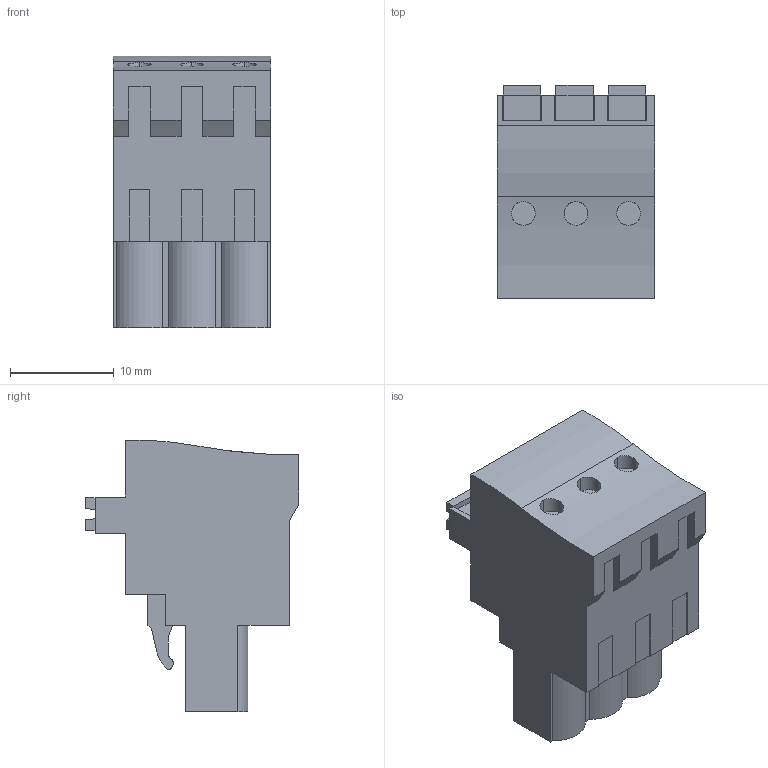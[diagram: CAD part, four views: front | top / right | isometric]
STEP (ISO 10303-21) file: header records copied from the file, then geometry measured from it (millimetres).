
FILE_DESCRIPTION(('CATIA V5 STEP Exchange','CAx-IF Rec.Pracs.--- Model Styling and Organization---1.2---2011-12-15'),'2;1');
FILE_NAME ('D1446257_0_1001540000_1001540000.stp','2017-09-08T11:44:35+00:00',('none'),('Weidmueller'),'CATIA Version 5-6 Release 2014','CATIA V5 STEP AP214','none');
FILE_SCHEMA(('AUTOMOTIVE_DESIGN { 1 0 10303 214 1 1 1 1 }'));
Length unit declared in the file: millimetre
Products named in the file (1): 1001540000
Bounding box: 15.24 x 20.64 x 26.24 mm (x, y, z)
Volume: 4679.5 mm3; surface area: 2537.1 mm2
Topology: 4 solids, 4 shells, 233 faces, 654 edges, 441 vertices
Faces by surface type: plane 189, cylinder 36, extrusion 8
Entity records: 7294 total; most frequent: CARTESIAN_POINT 1503, ORIENTED_EDGE 1308, DIRECTION 975, EDGE_CURVE 654, VECTOR 559, LINE 551, VERTEX_POINT 441, EDGE_LOOP 245
